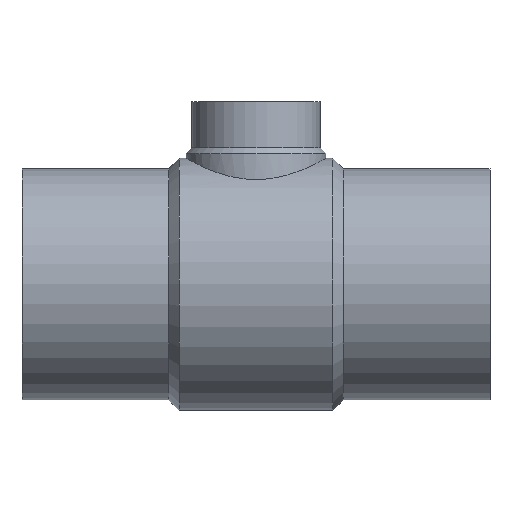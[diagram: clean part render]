
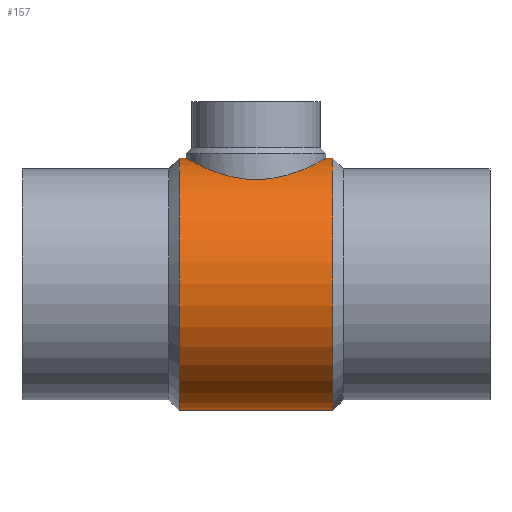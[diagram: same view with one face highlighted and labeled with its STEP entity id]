
A CAD part, top view. The second image highlights one B-rep face of the part: STEP entity #157.
In plain terms, the highlighted cylindrical face has radius 122.75 mm (diameter 245.5 mm), a partial arc.
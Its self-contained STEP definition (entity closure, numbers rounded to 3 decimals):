
#145 = EDGE_CURVE( '', #219, #315, #380, .T. );
#157 = ADVANCED_FACE( '', ( #392 ), #393, .T. );
#209 = VERTEX_POINT( '', #452 );
#217 = EDGE_CURVE( '', #209, #313, #460, .T. );
#219 = VERTEX_POINT( '', #462 );
#223 = EDGE_CURVE( '', #315, #317, #466, .T. );
#229 = EDGE_CURVE( '', #219, #313, #473, .T. );
#233 = EDGE_CURVE( '', #317, #285, #477, .T. );
#273 = EDGE_CURVE( '', #285, #209, #520, .T. );
#285 = VERTEX_POINT( '', #535 );
#313 = VERTEX_POINT( '', #565 );
#315 = VERTEX_POINT( '', #567 );
#317 = VERTEX_POINT( '', #569 );
#380 = LINE( '', #658, #659 );
#392 = FACE_OUTER_BOUND( '', #742, .T. );
#393 = CYLINDRICAL_SURFACE( '', #743, 122.75 );
#452 = CARTESIAN_POINT( '', ( -296.2, 122.75, 0. ) );
#460 = LINE( '', #894, #895 );
#462 = CARTESIAN_POINT( '', ( -302.75, -122.75, 0. ) );
#466 = CIRCLE( '', #903, 122.75 );
#473 = CIRCLE( '', #912, 122.75 );
#477 = LINE( '', #917, #918 );
#520 = B_SPLINE_CURVE_WITH_KNOTS( '', 3, ( #978, #979, #980, #981, #982, #983, #984, #985, #986, #987, #988, #989, #990, #991, #992, #993, #994, #995, #996, #997, #998, #999, #1000, #1001, #1002, #1003, #1004, #1005, #1006, #1007, #1008, #1009, #1010, #1011, #1012, #1013, #1014, #1015, #1016, #1017, #1018, #1019, #1020, #1021, #1022, #1023, #1024, #1025, #1026, #1027, #1028, #1029, #1030, #1031, #1032, #1033, #1034, #1035, #1036, #1037, #1038, #1039, #1040, #1041, #1042, #1043 ), .UNSPECIFIED., .F., .F., ( 4, 2, 2, 2, 2, 2, 2, 2, 2, 2, 2, 2, 2, 2, 2, 2, 2, 2, 2, 2, 2, 2, 2, 2, 2, 2, 2, 2, 2, 2, 2, 2, 4 ), ( 105.454, 112.03, 118.606, 125.182, 131.758, 138.334, 144.91, 151.487, 158.063, 164.668, 171.274, 177.879, 184.485, 191.09, 197.696, 204.302, 210.907, 217.513, 224.118, 230.724, 237.329, 243.935, 250.54, 257.146, 263.752, 270.328, 276.904, 283.48, 290.056, 296.632, 303.208, 309.785, 316.361 ), .UNSPECIFIED. );
#535 = CARTESIAN_POINT( '', ( -159.8, 122.75, 0. ) );
#565 = CARTESIAN_POINT( '', ( -302.75, 122.75, 0. ) );
#567 = CARTESIAN_POINT( '', ( -153.25, -122.75, 0. ) );
#569 = CARTESIAN_POINT( '', ( -153.25, 122.75, 0. ) );
#658 = CARTESIAN_POINT( '', ( -228., -122.75, 0. ) );
#659 = VECTOR( '', #1222, 1. );
#742 = EDGE_LOOP( '', ( #1229, #1230, #1231, #1232, #1233, #1234 ) );
#743 = AXIS2_PLACEMENT_3D( '', #1235, #1236, #1237 );
#894 = CARTESIAN_POINT( '', ( -228., 122.75, 0. ) );
#895 = VECTOR( '', #1311, 1. );
#903 = AXIS2_PLACEMENT_3D( '', #1315, #1316, #1317 );
#912 = AXIS2_PLACEMENT_3D( '', #1329, #1330, #1331 );
#917 = CARTESIAN_POINT( '', ( -228., 122.75, 0. ) );
#918 = VECTOR( '', #1332, 1. );
#978 = CARTESIAN_POINT( '', ( -159.8, 122.75, 0. ) );
#979 = CARTESIAN_POINT( '', ( -159.8, 122.75, 2.192 ) );
#980 = CARTESIAN_POINT( '', ( -159.906, 122.691, 4.414 ) );
#981 = CARTESIAN_POINT( '', ( -160.343, 122.449, 8.874 ) );
#982 = CARTESIAN_POINT( '', ( -160.673, 122.266, 11.113 ) );
#983 = CARTESIAN_POINT( '', ( -161.56, 121.78, 15.562 ) );
#984 = CARTESIAN_POINT( '', ( -162.117, 121.476, 17.774 ) );
#985 = CARTESIAN_POINT( '', ( -163.45, 120.759, 22.131 ) );
#986 = CARTESIAN_POINT( '', ( -164.227, 120.345, 24.276 ) );
#987 = CARTESIAN_POINT( '', ( -165.983, 119.423, 28.465 ) );
#988 = CARTESIAN_POINT( '', ( -166.964, 118.915, 30.51 ) );
#989 = CARTESIAN_POINT( '', ( -169.11, 117.828, 34.471 ) );
#990 = CARTESIAN_POINT( '', ( -170.275, 117.249, 36.387 ) );
#991 = CARTESIAN_POINT( '', ( -172.762, 116.045, 40.061 ) );
#992 = CARTESIAN_POINT( '', ( -174.083, 115.42, 41.82 ) );
#993 = CARTESIAN_POINT( '', ( -176.848, 114.155, 45.16 ) );
#994 = CARTESIAN_POINT( '', ( -178.292, 113.514, 46.741 ) );
#995 = CARTESIAN_POINT( '', ( -181.266, 112.243, 49.715 ) );
#996 = CARTESIAN_POINT( '', ( -182.852, 111.59, 51.162 ) );
#997 = CARTESIAN_POINT( '', ( -186.198, 110.279, 53.931 ) );
#998 = CARTESIAN_POINT( '', ( -187.958, 109.621, 55.252 ) );
#999 = CARTESIAN_POINT( '', ( -191.632, 108.333, 57.736 ) );
#1000 = CARTESIAN_POINT( '', ( -193.545, 107.703, 58.899 ) );
#1001 = CARTESIAN_POINT( '', ( -197.498, 106.504, 61.04 ) );
#1002 = CARTESIAN_POINT( '', ( -199.539, 105.935, 62.019 ) );
#1003 = CARTESIAN_POINT( '', ( -203.718, 104.89, 63.771 ) );
#1004 = CARTESIAN_POINT( '', ( -205.858, 104.413, 64.546 ) );
#1005 = CARTESIAN_POINT( '', ( -210.207, 103.578, 65.877 ) );
#1006 = CARTESIAN_POINT( '', ( -212.416, 103.22, 66.434 ) );
#1007 = CARTESIAN_POINT( '', ( -216.863, 102.643, 67.323 ) );
#1008 = CARTESIAN_POINT( '', ( -219.102, 102.423, 67.654 ) );
#1009 = CARTESIAN_POINT( '', ( -223.57, 102.132, 68.093 ) );
#1010 = CARTESIAN_POINT( '', ( -225.798, 102.06, 68.2 ) );
#1011 = CARTESIAN_POINT( '', ( -230.202, 102.06, 68.2 ) );
#1012 = CARTESIAN_POINT( '', ( -232.43, 102.132, 68.093 ) );
#1013 = CARTESIAN_POINT( '', ( -236.898, 102.423, 67.654 ) );
#1014 = CARTESIAN_POINT( '', ( -239.137, 102.643, 67.323 ) );
#1015 = CARTESIAN_POINT( '', ( -243.584, 103.22, 66.434 ) );
#1016 = CARTESIAN_POINT( '', ( -245.793, 103.578, 65.877 ) );
#1017 = CARTESIAN_POINT( '', ( -250.142, 104.413, 64.546 ) );
#1018 = CARTESIAN_POINT( '', ( -252.282, 104.89, 63.771 ) );
#1019 = CARTESIAN_POINT( '', ( -256.461, 105.935, 62.019 ) );
#1020 = CARTESIAN_POINT( '', ( -258.502, 106.504, 61.04 ) );
#1021 = CARTESIAN_POINT( '', ( -262.455, 107.703, 58.899 ) );
#1022 = CARTESIAN_POINT( '', ( -264.368, 108.333, 57.736 ) );
#1023 = CARTESIAN_POINT( '', ( -268.042, 109.621, 55.252 ) );
#1024 = CARTESIAN_POINT( '', ( -269.802, 110.279, 53.931 ) );
#1025 = CARTESIAN_POINT( '', ( -273.148, 111.59, 51.162 ) );
#1026 = CARTESIAN_POINT( '', ( -274.734, 112.243, 49.715 ) );
#1027 = CARTESIAN_POINT( '', ( -277.708, 113.514, 46.741 ) );
#1028 = CARTESIAN_POINT( '', ( -279.152, 114.155, 45.16 ) );
#1029 = CARTESIAN_POINT( '', ( -281.917, 115.42, 41.82 ) );
#1030 = CARTESIAN_POINT( '', ( -283.238, 116.045, 40.061 ) );
#1031 = CARTESIAN_POINT( '', ( -285.725, 117.249, 36.387 ) );
#1032 = CARTESIAN_POINT( '', ( -286.89, 117.828, 34.471 ) );
#1033 = CARTESIAN_POINT( '', ( -289.036, 118.915, 30.51 ) );
#1034 = CARTESIAN_POINT( '', ( -290.017, 119.423, 28.465 ) );
#1035 = CARTESIAN_POINT( '', ( -291.773, 120.345, 24.276 ) );
#1036 = CARTESIAN_POINT( '', ( -292.55, 120.759, 22.131 ) );
#1037 = CARTESIAN_POINT( '', ( -293.883, 121.476, 17.774 ) );
#1038 = CARTESIAN_POINT( '', ( -294.44, 121.78, 15.562 ) );
#1039 = CARTESIAN_POINT( '', ( -295.327, 122.266, 11.113 ) );
#1040 = CARTESIAN_POINT( '', ( -295.657, 122.449, 8.874 ) );
#1041 = CARTESIAN_POINT( '', ( -296.094, 122.691, 4.414 ) );
#1042 = CARTESIAN_POINT( '', ( -296.2, 122.75, 2.192 ) );
#1043 = CARTESIAN_POINT( '', ( -296.2, 122.75, 0. ) );
#1222 = DIRECTION( '', ( 1., 0., 0. ) );
#1229 = ORIENTED_EDGE( '', *, *, #233, .T. );
#1230 = ORIENTED_EDGE( '', *, *, #273, .T. );
#1231 = ORIENTED_EDGE( '', *, *, #217, .T. );
#1232 = ORIENTED_EDGE( '', *, *, #229, .F. );
#1233 = ORIENTED_EDGE( '', *, *, #145, .T. );
#1234 = ORIENTED_EDGE( '', *, *, #223, .T. );
#1235 = CARTESIAN_POINT( '', ( -228., 0., 0. ) );
#1236 = DIRECTION( '', ( 1., 0., 0. ) );
#1237 = DIRECTION( '', ( 0., 1., 0. ) );
#1311 = DIRECTION( '', ( -1., 0., 0. ) );
#1315 = CARTESIAN_POINT( '', ( -153.25, 0., 0. ) );
#1316 = DIRECTION( '', ( -1., 0., 0. ) );
#1317 = DIRECTION( '', ( 0., 1., 0. ) );
#1329 = CARTESIAN_POINT( '', ( -302.75, 0., 0. ) );
#1330 = DIRECTION( '', ( -1., 0., 0. ) );
#1331 = DIRECTION( '', ( 0., 1., 0. ) );
#1332 = DIRECTION( '', ( -1., 0., 0. ) );
